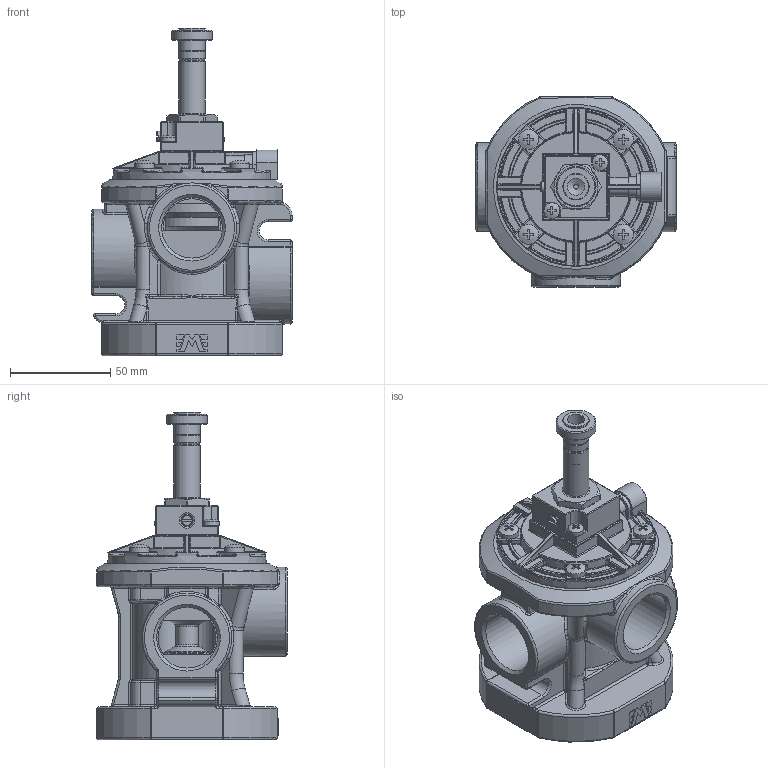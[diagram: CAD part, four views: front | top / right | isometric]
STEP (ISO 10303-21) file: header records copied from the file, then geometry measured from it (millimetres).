
FILE_DESCRIPTION(/* description */ ('Unknown'),/* implementation_level */ '2;1');
FILE_NAME(/* name */ '-MF-G3050S',/* time_stamp */ '2019-05-30T15:46:28+02:00',/* author */ ('Unknown'),/* organization */ ('Unknown'),/* preprocessor_version */ 'ST-DEVELOPER v16.7',/* originating_system */ 'DEX',/* authorisation */ $);
FILE_SCHEMA (('AUTOMOTIVE_DESIGN {1 0 10303 214 3 1 1}'));
Length unit declared in the file: millimetre
Products named in the file (1): Parte1
Bounding box: 100 x 95 x 163.7 mm (x, y, z)
Volume: 406319 mm3; surface area: 120820.7 mm2
Topology: 4 solids, 4 shells, 2330 faces, 6107 edges, 3598 vertices
Faces by surface type: plane 736, cylinder 648, torus 358, bspline 265, cone 225, sphere 98
Full cylindrical faces by diameter (mm): 2 x2, 2.4 x1, 2.5 x4, 3 x2, 4 x1, 4.134 x1, 4.2 x1, 4.6 x1, 5 x1, 5.1 x1, 5.8 x1, 6 x3, 6.4 x2, 6.5 x1, 7 x2, 7.5 x1, 8 x1, 8.1 x1, 8.566 x1, 9 x1, 9.8 x1, 10 x10, 10.5 x5, 11 x1, 11.4 x1, 12 x1, 12.15 x1, 13 x2, 13.157 x2, 14 x1
Entity records: 94114 total; most frequent: CARTESIAN_POINT 23964, ORIENTED_EDGE 11420, DIRECTION 11192, EDGE_CURVE 5710, AXIS2_PLACEMENT_3D 4558, VERTEX_POINT 3513, FACE_BOUND 2619, EDGE_LOOP 2616
